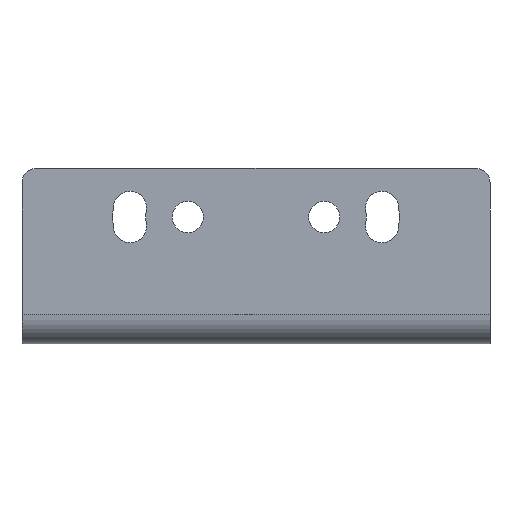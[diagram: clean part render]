
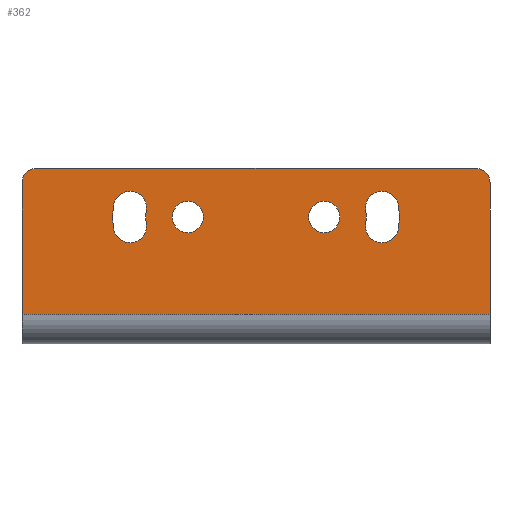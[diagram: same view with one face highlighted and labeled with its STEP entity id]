
A CAD part, front view. The second image highlights one B-rep face of the part: STEP entity #362.
In plain terms, the highlighted planar face has unit normal (0, -1, 0).
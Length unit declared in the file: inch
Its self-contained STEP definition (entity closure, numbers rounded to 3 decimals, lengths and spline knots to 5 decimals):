
#15 = AXIS2_PLACEMENT_3D ( 'NONE', #602, #77, #814 ) ;
#16 = CIRCLE ( 'NONE', #292, 0.30315 ) ;
#17 = VERTEX_POINT ( 'NONE', #298 ) ;
#52 = AXIS2_PLACEMENT_3D ( 'NONE', #474, #989, #160 ) ;
#55 = AXIS2_PLACEMENT_3D ( 'NONE', #1113, #201, #513 ) ;
#60 = CARTESIAN_POINT ( 'NONE',  ( 0.66929, 0., 0.51181 ) ) ;
#66 = DIRECTION ( 'NONE',  ( 0., 0., 1. ) ) ;
#77 = DIRECTION ( 'NONE',  ( 0., 1., 0. ) ) ;
#86 = DIRECTION ( 'NONE',  ( 0., -1., 0. ) ) ;
#94 = AXIS2_PLACEMENT_3D ( 'NONE', #486, #685, #66 ) ;
#99 = AXIS2_PLACEMENT_3D ( 'NONE', #182, #86, #595 ) ;
#108 = DIRECTION ( 'NONE',  ( 0., 1., 0. ) ) ;
#124 = VERTEX_POINT ( 'NONE', #954 ) ;
#133 = EDGE_CURVE ( 'NONE', #17, #17, #1307, .T. ) ;
#157 = VECTOR ( 'NONE', #1212, 39.37008 ) ;
#158 = CARTESIAN_POINT ( 'NONE',  ( 0., 0., 0.64961 ) ) ;
#160 = DIRECTION ( 'NONE',  ( 0., 0., 1. ) ) ;
#173 = LINE ( 'NONE', #1295, #1294 ) ;
#182 = CARTESIAN_POINT ( 'NONE',  ( 0.43598, 0., 0.47486 ) ) ;
#183 = PLANE ( 'NONE',  #52 ) ;
#194 = CARTESIAN_POINT ( 'NONE',  ( 1.83071, 0., 0.64961 ) ) ;
#201 = DIRECTION ( 'NONE',  ( 0., -1., 0. ) ) ;
#206 = EDGE_CURVE ( 'NONE', #612, #1091, #16, .T. ) ;
#212 = ORIENTED_EDGE ( 'NONE', *, *, #353, .F. ) ;
#218 = CARTESIAN_POINT ( 'NONE',  ( 0.66929, 0., 0.51181 ) ) ;
#238 = CARTESIAN_POINT ( 'NONE',  ( 0.66929, 0., 0.51181 ) ) ;
#239 = CARTESIAN_POINT ( 'NONE',  ( 1.22047, 0., 0.51181 ) ) ;
#267 = EDGE_CURVE ( 'NONE', #894, #1308, #779, .T. ) ;
#272 = EDGE_CURVE ( 'NONE', #389, #894, #865, .T. ) ;
#288 = AXIS2_PLACEMENT_3D ( 'NONE', #194, #108, #818 ) ;
#289 = AXIS2_PLACEMENT_3D ( 'NONE', #1274, #777, #1067 ) ;
#292 = AXIS2_PLACEMENT_3D ( 'NONE', #238, #344, #1258 ) ;
#298 = CARTESIAN_POINT ( 'NONE',  ( 1.22047, 0., 0.5748 ) ) ;
#304 = CARTESIAN_POINT ( 'NONE',  ( 0.50208, 0., 0.53829 ) ) ;
#307 = EDGE_LOOP ( 'NONE', ( #972 ) ) ;
#322 = VERTEX_POINT ( 'NONE', #702 ) ;
#329 = CIRCLE ( 'NONE', #288, 0.05906 ) ;
#333 = EDGE_LOOP ( 'NONE', ( #475 ) ) ;
#344 = DIRECTION ( 'NONE',  ( 0., -1., 0. ) ) ;
#353 = EDGE_CURVE ( 'NONE', #520, #612, #739, .T. ) ;
#354 = DIRECTION ( 'NONE',  ( 0., 0., 1. ) ) ;
#360 = DIRECTION ( 'NONE',  ( 0., 0., 1. ) ) ;
#362 = ADVANCED_FACE ( 'NONE', ( #381, #1288, #1318, #794, #1199 ), #183, .F. ) ;
#371 = CARTESIAN_POINT ( 'NONE',  ( 1.88976, 0., 0.64961 ) ) ;
#381 = FACE_OUTER_BOUND ( 'NONE', #452, .T. ) ;
#389 = VERTEX_POINT ( 'NONE', #687 ) ;
#391 = CARTESIAN_POINT ( 'NONE',  ( 0.50208, 0., 0.48533 ) ) ;
#399 = ORIENTED_EDGE ( 'NONE', *, *, #1217, .F. ) ;
#401 = CARTESIAN_POINT ( 'NONE',  ( 0.43598, 0., 0.54876 ) ) ;
#411 = LINE ( 'NONE', #608, #157 ) ;
#416 = CIRCLE ( 'NONE', #15, 0.16929 ) ;
#423 = CARTESIAN_POINT ( 'NONE',  ( 0.66929, 0., 0.5748 ) ) ;
#427 = VERTEX_POINT ( 'NONE', #489 ) ;
#441 = AXIS2_PLACEMENT_3D ( 'NONE', #60, #769, #863 ) ;
#452 = EDGE_LOOP ( 'NONE', ( #772, #629, #603, #712, #399, #679 ) ) ;
#469 = EDGE_CURVE ( 'NONE', #1308, #322, #411, .T. ) ;
#474 = CARTESIAN_POINT ( 'NONE',  ( 1.88976, 0., 0.70866 ) ) ;
#475 = ORIENTED_EDGE ( 'NONE', *, *, #133, .F. ) ;
#486 = CARTESIAN_POINT ( 'NONE',  ( 1.45378, 0., 0.54876 ) ) ;
#489 = CARTESIAN_POINT ( 'NONE',  ( 1.38768, 0., 0.48533 ) ) ;
#513 = DIRECTION ( 'NONE',  ( 0., 0., 1. ) ) ;
#520 = VERTEX_POINT ( 'NONE', #304 ) ;
#523 = EDGE_CURVE ( 'NONE', #427, #1330, #639, .T. ) ;
#538 = ORIENTED_EDGE ( 'NONE', *, *, #978, .F. ) ;
#542 = EDGE_CURVE ( 'NONE', #322, #1190, #329, .T. ) ;
#557 = DIRECTION ( 'NONE',  ( 0., 1., 0. ) ) ;
#573 = VECTOR ( 'NONE', #360, 39.37008 ) ;
#595 = DIRECTION ( 'NONE',  ( 0., 0., 1. ) ) ;
#602 = CARTESIAN_POINT ( 'NONE',  ( 1.22047, 0., 0.51181 ) ) ;
#603 = ORIENTED_EDGE ( 'NONE', *, *, #267, .F. ) ;
#608 = CARTESIAN_POINT ( 'NONE',  ( 1.88976, 0., 0.70866 ) ) ;
#612 = VERTEX_POINT ( 'NONE', #1050 ) ;
#629 = ORIENTED_EDGE ( 'NONE', *, *, #469, .F. ) ;
#639 = CIRCLE ( 'NONE', #55, 0.06693 ) ;
#643 = ORIENTED_EDGE ( 'NONE', *, *, #1057, .F. ) ;
#656 = CARTESIAN_POINT ( 'NONE',  ( 1.51989, 0., 0.55923 ) ) ;
#661 = EDGE_CURVE ( 'NONE', #1256, #520, #862, .T. ) ;
#679 = ORIENTED_EDGE ( 'NONE', *, *, #1055, .F. ) ;
#685 = DIRECTION ( 'NONE',  ( 0., -1., 0. ) ) ;
#687 = CARTESIAN_POINT ( 'NONE',  ( 0., 0., 0.11811 ) ) ;
#696 = CIRCLE ( 'NONE', #289, 0.30315 ) ;
#702 = CARTESIAN_POINT ( 'NONE',  ( 1.83071, 0., 0.70866 ) ) ;
#712 = ORIENTED_EDGE ( 'NONE', *, *, #272, .F. ) ;
#726 = DIRECTION ( 'NONE',  ( 0., 1., 0. ) ) ;
#739 = CIRCLE ( 'NONE', #948, 0.06693 ) ;
#740 = AXIS2_PLACEMENT_3D ( 'NONE', #218, #726, #925 ) ;
#769 = DIRECTION ( 'NONE',  ( 0., -1., 0. ) ) ;
#772 = ORIENTED_EDGE ( 'NONE', *, *, #542, .F. ) ;
#777 = DIRECTION ( 'NONE',  ( 0., -1., 0. ) ) ;
#779 = CIRCLE ( 'NONE', #1315, 0.05906 ) ;
#790 = LINE ( 'NONE', #795, #992 ) ;
#794 = FACE_BOUND ( 'NONE', #1313, .T. ) ;
#795 = CARTESIAN_POINT ( 'NONE',  ( 1.88976, 0., 0.70866 ) ) ;
#804 = EDGE_CURVE ( 'NONE', #825, #825, #1141, .T. ) ;
#805 = EDGE_CURVE ( 'NONE', #1330, #811, #696, .T. ) ;
#811 = VERTEX_POINT ( 'NONE', #656 ) ;
#814 = DIRECTION ( 'NONE',  ( 0., 0., 1. ) ) ;
#818 = DIRECTION ( 'NONE',  ( 0., 0., 1. ) ) ;
#825 = VERTEX_POINT ( 'NONE', #423 ) ;
#839 = ORIENTED_EDGE ( 'NONE', *, *, #523, .F. ) ;
#856 = DIRECTION ( 'NONE',  ( 0., -1., 0. ) ) ;
#862 = CIRCLE ( 'NONE', #740, 0.16929 ) ;
#863 = DIRECTION ( 'NONE',  ( 0., 0., 1. ) ) ;
#865 = LINE ( 'NONE', #1275, #573 ) ;
#893 = CARTESIAN_POINT ( 'NONE',  ( 1.38768, 0., 0.53829 ) ) ;
#894 = VERTEX_POINT ( 'NONE', #158 ) ;
#902 = CARTESIAN_POINT ( 'NONE',  ( 0.05906, 0., 0.70866 ) ) ;
#925 = DIRECTION ( 'NONE',  ( 0., 0., 1. ) ) ;
#928 = CIRCLE ( 'NONE', #94, 0.06693 ) ;
#948 = AXIS2_PLACEMENT_3D ( 'NONE', #401, #996, #975 ) ;
#954 = CARTESIAN_POINT ( 'NONE',  ( 1.88976, 0., 0.11811 ) ) ;
#957 = DIRECTION ( 'NONE',  ( 0., 0., 1. ) ) ;
#959 = AXIS2_PLACEMENT_3D ( 'NONE', #239, #856, #957 ) ;
#972 = ORIENTED_EDGE ( 'NONE', *, *, #804, .F. ) ;
#975 = DIRECTION ( 'NONE',  ( 0., 0., 1. ) ) ;
#978 = EDGE_CURVE ( 'NONE', #811, #1086, #928, .T. ) ;
#985 = ORIENTED_EDGE ( 'NONE', *, *, #1277, .F. ) ;
#989 = DIRECTION ( 'NONE',  ( 0., 1., 0. ) ) ;
#992 = VECTOR ( 'NONE', #1319, 39.37008 ) ;
#995 = DIRECTION ( 'NONE',  ( -1., 0., 0. ) ) ;
#996 = DIRECTION ( 'NONE',  ( 0., -1., 0. ) ) ;
#998 = ORIENTED_EDGE ( 'NONE', *, *, #805, .F. ) ;
#1050 = CARTESIAN_POINT ( 'NONE',  ( 0.36987, 0., 0.55923 ) ) ;
#1055 = EDGE_CURVE ( 'NONE', #1190, #124, #790, .T. ) ;
#1057 = EDGE_CURVE ( 'NONE', #1086, #427, #416, .T. ) ;
#1061 = CARTESIAN_POINT ( 'NONE',  ( 0.05906, 0., 0.64961 ) ) ;
#1067 = DIRECTION ( 'NONE',  ( 0., 0., 1. ) ) ;
#1081 = ORIENTED_EDGE ( 'NONE', *, *, #206, .F. ) ;
#1086 = VERTEX_POINT ( 'NONE', #893 ) ;
#1091 = VERTEX_POINT ( 'NONE', #1207 ) ;
#1113 = CARTESIAN_POINT ( 'NONE',  ( 1.45378, 0., 0.47486 ) ) ;
#1141 = CIRCLE ( 'NONE', #441, 0.06299 ) ;
#1190 = VERTEX_POINT ( 'NONE', #371 ) ;
#1199 = FACE_BOUND ( 'NONE', #1226, .T. ) ;
#1205 = CARTESIAN_POINT ( 'NONE',  ( 1.51989, 0., 0.46439 ) ) ;
#1207 = CARTESIAN_POINT ( 'NONE',  ( 0.36987, 0., 0.46439 ) ) ;
#1209 = CIRCLE ( 'NONE', #99, 0.06693 ) ;
#1212 = DIRECTION ( 'NONE',  ( 1., 0., 0. ) ) ;
#1217 = EDGE_CURVE ( 'NONE', #124, #389, #173, .T. ) ;
#1226 = EDGE_LOOP ( 'NONE', ( #839, #643, #538, #998 ) ) ;
#1227 = ORIENTED_EDGE ( 'NONE', *, *, #661, .F. ) ;
#1256 = VERTEX_POINT ( 'NONE', #391 ) ;
#1258 = DIRECTION ( 'NONE',  ( 0., 0., 1. ) ) ;
#1274 = CARTESIAN_POINT ( 'NONE',  ( 1.22047, 0., 0.51181 ) ) ;
#1275 = CARTESIAN_POINT ( 'NONE',  ( 0., 0., 0.70866 ) ) ;
#1277 = EDGE_CURVE ( 'NONE', #1091, #1256, #1209, .T. ) ;
#1288 = FACE_BOUND ( 'NONE', #307, .T. ) ;
#1294 = VECTOR ( 'NONE', #995, 39.37008 ) ;
#1295 = CARTESIAN_POINT ( 'NONE',  ( 1.88976, 0., 0.11811 ) ) ;
#1307 = CIRCLE ( 'NONE', #959, 0.06299 ) ;
#1308 = VERTEX_POINT ( 'NONE', #902 ) ;
#1313 = EDGE_LOOP ( 'NONE', ( #1081, #212, #1227, #985 ) ) ;
#1315 = AXIS2_PLACEMENT_3D ( 'NONE', #1061, #557, #354 ) ;
#1318 = FACE_BOUND ( 'NONE', #333, .T. ) ;
#1319 = DIRECTION ( 'NONE',  ( 0., 0., -1. ) ) ;
#1330 = VERTEX_POINT ( 'NONE', #1205 ) ;
